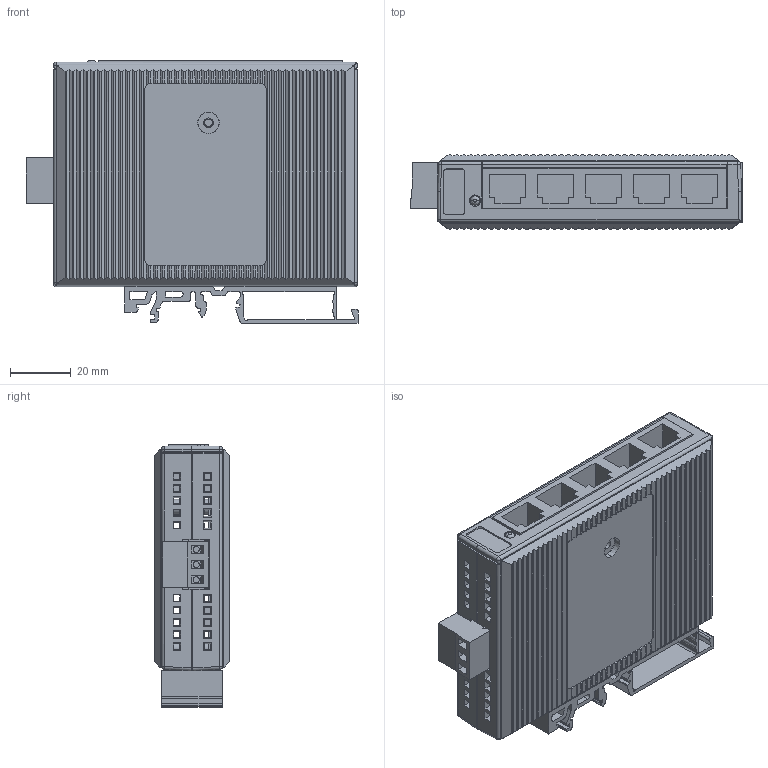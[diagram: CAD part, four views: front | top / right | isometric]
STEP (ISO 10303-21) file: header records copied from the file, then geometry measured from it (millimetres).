
FILE_DESCRIPTION((''),'2;1');
FILE_NAME('3D_EDS-205','2024-07-10T14:27:30',('MindyMC_Chen'),('PTC'),'CREO PARAMETRIC BY PTC INC, 2023294','CREO PARAMETRIC BY PTC INC, 2023294','');
FILE_SCHEMA(('AUTOMOTIVE_DESIGN { 1 0 10303 214 1 1 1 1 }'));
Length unit declared in the file: millimetre
Products named in the file (1): 3D_EDS-205
Bounding box: 109.23 x 24.87 x 86.51 mm (x, y, z)
Volume: 30428.8 mm3; surface area: 73313.3 mm2
Topology: 1 solids, 8 shells, 1333 faces, 3711 edges, 2424 vertices
Faces by surface type: plane 1038, cylinder 253, cone 28, sphere 7, bspline 6, torus 1
Entity records: 43290 total; most frequent: CARTESIAN_POINT 8613, ORIENTED_EDGE 7401, DIRECTION 6339, EDGE_CURVE 3704, VECTOR 2998, LINE 2998, VERTEX_POINT 2424, AXIS2_PLACEMENT_3D 1669
